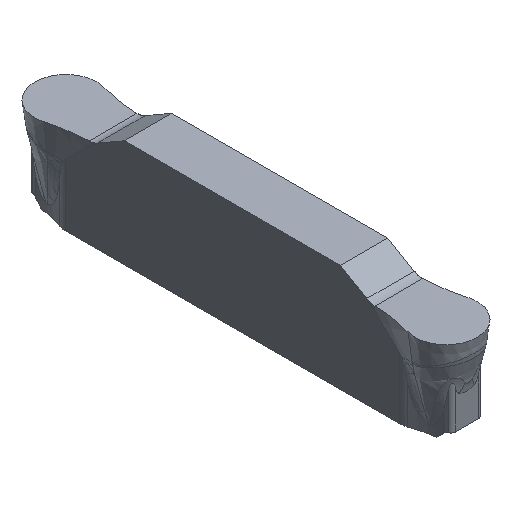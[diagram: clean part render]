
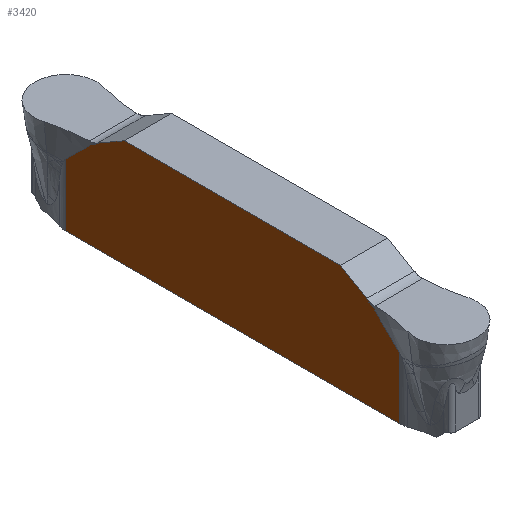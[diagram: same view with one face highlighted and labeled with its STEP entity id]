
A CAD part, isometric view. The second image highlights one B-rep face of the part: STEP entity #3420.
In plain terms, the highlighted planar face has unit normal (-1, 0, 0).
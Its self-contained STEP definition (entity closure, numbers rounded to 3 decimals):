
#64=DIRECTION('',(0.,-1.,0.));
#65=VECTOR('',#64,16.163);
#66=CARTESIAN_POINT('',(-1.15,18.581,-4.35));
#67=LINE('',#66,#65);
#211=DIRECTION('',(0.,0.,1.));
#212=VECTOR('',#211,2.999);
#213=CARTESIAN_POINT('',(-1.15,18.581,-4.35));
#214=LINE('',#213,#212);
#218=DIRECTION('',(0.,0.,1.));
#219=VECTOR('',#218,0.063);
#220=CARTESIAN_POINT('',(-1.15,17.104,0.));
#221=LINE('',#220,#219);
#225=CARTESIAN_POINT('',(-1.15,17.414,0.8));
#226=DIRECTION('',(-1.,0.,0.));
#227=DIRECTION('',(0.,-0.388,-0.922));
#228=AXIS2_PLACEMENT_3D('',#225,#226,#227);
#233=DIRECTION('',(0.,-0.866,0.5));
#234=VECTOR('',#233,1.486);
#235=CARTESIAN_POINT('',(-1.15,17.014,0.107));
#236=LINE('',#235,#234);
#240=DIRECTION('',(0.,-1.,0.));
#241=VECTOR('',#240,10.456);
#242=CARTESIAN_POINT('',(-1.15,15.728,0.85));
#243=LINE('',#242,#241);
#247=DIRECTION('',(0.,-0.866,-0.5));
#248=VECTOR('',#247,1.486);
#249=CARTESIAN_POINT('',(-1.15,5.272,0.85));
#250=LINE('',#249,#248);
#254=CARTESIAN_POINT('',(-1.15,3.586,0.8));
#255=DIRECTION('',(-1.,0.,0.));
#256=DIRECTION('',(0.,0.5,-0.866));
#257=AXIS2_PLACEMENT_3D('',#254,#255,#256);
#262=DIRECTION('',(0.,0.,-1.));
#263=VECTOR('',#262,0.063);
#264=CARTESIAN_POINT('',(-1.15,3.896,0.063));
#265=LINE('',#264,#263);
#269=CARTESIAN_POINT('',(-1.15,3.896,
0.));
#270=CARTESIAN_POINT('',(-1.15,3.887,
-0.001));
#271=CARTESIAN_POINT('',(-1.15,3.868,
-0.004));
#272=CARTESIAN_POINT('',(-1.15,3.84,
-0.011));
#273=CARTESIAN_POINT('',(-1.15,3.809,
-0.022));
#274=CARTESIAN_POINT('',(-1.15,3.777,
-0.038));
#275=CARTESIAN_POINT('',(-1.15,3.742,
-0.058));
#276=CARTESIAN_POINT('',(-1.15,3.705,
-0.085));
#277=CARTESIAN_POINT('',(-1.15,3.665,
-0.117));
#278=CARTESIAN_POINT('',(-1.15,3.623,
-0.156));
#279=CARTESIAN_POINT('',(-1.15,3.578,
-0.2));
#280=CARTESIAN_POINT('',(-1.15,3.53,
-0.25));
#281=CARTESIAN_POINT('',(-1.15,3.478,
-0.306));
#282=CARTESIAN_POINT('',(-1.15,3.423,
-0.366));
#283=CARTESIAN_POINT('',(-1.15,3.363,
-0.432));
#284=CARTESIAN_POINT('',(-1.15,3.296,
-0.503));
#285=CARTESIAN_POINT('',(-1.15,3.223,
-0.58));
#286=CARTESIAN_POINT('',(-1.15,3.141,
-0.664));
#287=CARTESIAN_POINT('',(-1.15,3.048,
-0.755));
#288=CARTESIAN_POINT('',(-1.15,2.945,
-0.853));
#289=CARTESIAN_POINT('',(-1.15,2.832,
-0.958));
#290=CARTESIAN_POINT('',(-1.15,2.707,-1.073));
#291=CARTESIAN_POINT('',(-1.15,2.571,-1.2));
#292=CARTESIAN_POINT('',(-1.15,2.471,-1.299));
#293=CARTESIAN_POINT('',(-1.15,2.419,-1.351));
#298=DIRECTION('',(0.,0.,-1.));
#299=VECTOR('',#298,2.999);
#300=CARTESIAN_POINT('',(-1.15,2.419,-1.351));
#301=LINE('',#300,#299);
#380=CARTESIAN_POINT('',(-1.15,17.104,0.));
#381=CARTESIAN_POINT('',(-1.15,17.113,
-0.001));
#382=CARTESIAN_POINT('',(-1.15,17.132,
-0.004));
#383=CARTESIAN_POINT('',(-1.15,17.16,
-0.011));
#384=CARTESIAN_POINT('',(-1.15,17.191,
-0.022));
#385=CARTESIAN_POINT('',(-1.15,17.223,
-0.037));
#386=CARTESIAN_POINT('',(-1.15,17.258,
-0.058));
#387=CARTESIAN_POINT('',(-1.15,17.295,
-0.085));
#388=CARTESIAN_POINT('',(-1.15,17.335,
-0.117));
#389=CARTESIAN_POINT('',(-1.15,17.377,
-0.156));
#390=CARTESIAN_POINT('',(-1.15,17.422,
-0.2));
#391=CARTESIAN_POINT('',(-1.15,17.47,
-0.25));
#392=CARTESIAN_POINT('',(-1.15,17.522,
-0.306));
#393=CARTESIAN_POINT('',(-1.15,17.577,
-0.366));
#394=CARTESIAN_POINT('',(-1.15,17.637,
-0.432));
#395=CARTESIAN_POINT('',(-1.15,17.704,
-0.503));
#396=CARTESIAN_POINT('',(-1.15,17.777,
-0.58));
#397=CARTESIAN_POINT('',(-1.15,17.859,
-0.664));
#398=CARTESIAN_POINT('',(-1.15,17.952,
-0.755));
#399=CARTESIAN_POINT('',(-1.15,18.055,-0.853));
#400=CARTESIAN_POINT('',(-1.15,18.168,
-0.958));
#401=CARTESIAN_POINT('',(-1.15,18.293,-1.073));
#402=CARTESIAN_POINT('',(-1.15,18.429,-1.2));
#403=CARTESIAN_POINT('',(-1.15,18.529,-1.299));
#404=CARTESIAN_POINT('',(-1.15,18.581,-1.351));
#3079=CARTESIAN_POINT('',(-1.15,18.581,-4.35));
#3080=VERTEX_POINT('',#3079);
#3081=CARTESIAN_POINT('',(-1.15,2.419,-4.35));
#3082=VERTEX_POINT('',#3081);
#3109=CARTESIAN_POINT('',(-1.15,15.728,0.85));
#3110=CARTESIAN_POINT('',(-1.15,5.272,0.85));
#3111=VERTEX_POINT('',#3109);
#3112=VERTEX_POINT('',#3110);
#3113=CARTESIAN_POINT('',(-1.15,18.581,
-1.351));
#3114=VERTEX_POINT('',#3113);
#3115=VERTEX_POINT('',#380);
#3116=CARTESIAN_POINT('',(-1.15,17.104,
0.063));
#3117=VERTEX_POINT('',#3116);
#3118=CARTESIAN_POINT('',(-1.15,17.014,0.107));
#3119=VERTEX_POINT('',#3118);
#3120=CARTESIAN_POINT('',(-1.15,3.986,0.107));
#3121=VERTEX_POINT('',#3120);
#3122=CARTESIAN_POINT('',(-1.15,3.896,0.063));
#3123=VERTEX_POINT('',#3122);
#3124=CARTESIAN_POINT('',(-1.15,3.896,
0.));
#3125=VERTEX_POINT('',#3124);
#3126=VERTEX_POINT('',#293);
#3391=CARTESIAN_POINT('',(-1.15,10.5,-4.35));
#3392=DIRECTION('',(-1.,0.,0.));
#3393=DIRECTION('',(0.,-1.,0.));
#3394=AXIS2_PLACEMENT_3D('',#3391,#3392,#3393);
#3395=PLANE('',#3394);
#3396=ORIENTED_EDGE('',*,*,#3294,.F.);
#3398=ORIENTED_EDGE('',*,*,#3397,.T.);
#3400=ORIENTED_EDGE('',*,*,#3399,.F.);
#3402=ORIENTED_EDGE('',*,*,#3401,.T.);
#3404=ORIENTED_EDGE('',*,*,#3403,.T.);
#3406=ORIENTED_EDGE('',*,*,#3405,.T.);
#3407=ORIENTED_EDGE('',*,*,#3369,.T.);
#3409=ORIENTED_EDGE('',*,*,#3408,.T.);
#3411=ORIENTED_EDGE('',*,*,#3410,.T.);
#3413=ORIENTED_EDGE('',*,*,#3412,.T.);
#3415=ORIENTED_EDGE('',*,*,#3414,.T.);
#3417=ORIENTED_EDGE('',*,*,#3416,.T.);
#3418=EDGE_LOOP('',(#3396,#3398,#3400,#3402,#3404,#3406,#3407,#3409,#3411,#3413,
#3415,#3417));
#3419=FACE_OUTER_BOUND('',#3418,.F.);
#229=CIRCLE('',#228,0.8);
#258=CIRCLE('',#257,0.8);
#294=B_SPLINE_CURVE_WITH_KNOTS('',3,(#269,#270,#271,#272,#273,#274,#275,#276,
#277,#278,#279,#280,#281,#282,#283,#284,#285,#286,#287,#288,#289,#290,#291,#292,
#293),.UNSPECIFIED.,.F.,.F.,(4,1,1,1,1,1,1,1,1,1,1,1,1,1,1,1,1,1,1,1,1,1,4),(
0.,0.045,0.091,0.136,0.182,
0.227,0.273,0.318,0.364,
0.409,0.455,0.5,0.545,0.591,
0.636,0.682,0.727,0.773,
0.818,0.864,0.909,0.955,1.),
.UNSPECIFIED.);
#405=B_SPLINE_CURVE_WITH_KNOTS('',3,(#380,#381,#382,#383,#384,#385,#386,#387,
#388,#389,#390,#391,#392,#393,#394,#395,#396,#397,#398,#399,#400,#401,#402,#403,
#404),.UNSPECIFIED.,.F.,.F.,(4,1,1,1,1,1,1,1,1,1,1,1,1,1,1,1,1,1,1,1,1,1,4),(
0.,0.045,0.091,0.136,0.182,
0.227,0.273,0.318,0.364,
0.409,0.455,0.5,0.545,0.591,
0.636,0.682,0.727,0.773,
0.818,0.864,0.909,0.955,1.),
.UNSPECIFIED.);
#3294=EDGE_CURVE('',#3080,#3082,#67,.T.);
#3369=EDGE_CURVE('',#3111,#3112,#243,.T.);
#3397=EDGE_CURVE('',#3080,#3114,#214,.T.);
#3399=EDGE_CURVE('',#3115,#3114,#405,.T.);
#3401=EDGE_CURVE('',#3115,#3117,#221,.T.);
#3403=EDGE_CURVE('',#3117,#3119,#229,.T.);
#3405=EDGE_CURVE('',#3119,#3111,#236,.T.);
#3408=EDGE_CURVE('',#3112,#3121,#250,.T.);
#3410=EDGE_CURVE('',#3121,#3123,#258,.T.);
#3412=EDGE_CURVE('',#3123,#3125,#265,.T.);
#3414=EDGE_CURVE('',#3125,#3126,#294,.T.);
#3416=EDGE_CURVE('',#3126,#3082,#301,.T.);
#3420=ADVANCED_FACE('',(#3419),#3395,.T.);
